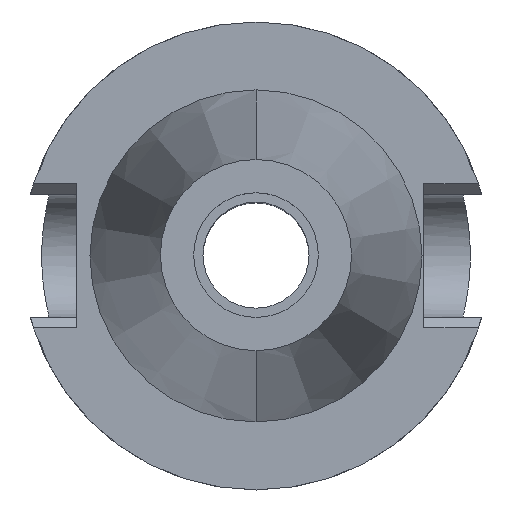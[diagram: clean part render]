
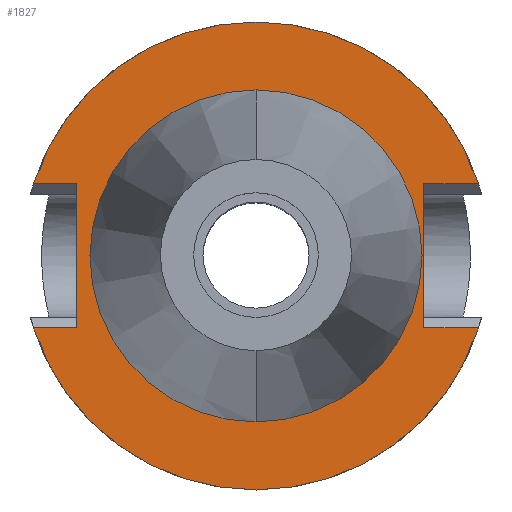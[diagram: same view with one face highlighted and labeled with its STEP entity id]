
A CAD part, top view. The second image highlights one B-rep face of the part: STEP entity #1827.
In plain terms, the highlighted planar face has unit normal (0, 0, 1).
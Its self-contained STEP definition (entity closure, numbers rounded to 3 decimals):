
#94=DIRECTION('',(0.,-1.,0.));
#95=VECTOR('',#94,30.31);
#96=CARTESIAN_POINT('',(35.27,15.155,-1.5));
#97=LINE('',#96,#95);
#101=DIRECTION('',(1.,0.,0.));
#102=VECTOR('',#101,11.551);
#103=CARTESIAN_POINT('',(35.27,-15.155,-1.5));
#104=LINE('',#103,#102);
#108=CARTESIAN_POINT('',(0.,0.,-1.5));
#109=DIRECTION('',(0.,0.,-1.));
#110=DIRECTION('',(0.951,-0.308,0.));
#111=AXIS2_PLACEMENT_3D('',#108,#109,#110);
#116=CARTESIAN_POINT('',(0.,0.,-1.5));
#117=DIRECTION('',(0.,0.,-1.));
#118=DIRECTION('',(0.,-1.,0.));
#119=AXIS2_PLACEMENT_3D('',#116,#117,#118);
#124=DIRECTION('',(0.,1.,0.));
#125=VECTOR('',#124,30.31);
#126=CARTESIAN_POINT('',(-37.68,-15.155,-1.5));
#127=LINE('',#126,#125);
#131=DIRECTION('',(-1.,0.,0.));
#132=VECTOR('',#131,9.141);
#133=CARTESIAN_POINT('',(-37.68,15.155,-1.5));
#134=LINE('',#133,#132);
#138=CARTESIAN_POINT('',(0.,0.,-1.5));
#139=DIRECTION('',(0.,0.,-1.));
#140=DIRECTION('',(-0.951,0.308,0.));
#141=AXIS2_PLACEMENT_3D('',#138,#139,#140);
#146=CARTESIAN_POINT('',(0.,0.,-1.5));
#147=DIRECTION('',(0.,0.,-1.));
#148=DIRECTION('',(0.,1.,0.));
#149=AXIS2_PLACEMENT_3D('',#146,#147,#148);
#154=CARTESIAN_POINT('',(0.,0.,-1.5));
#155=DIRECTION('',(0.,0.,1.));
#156=DIRECTION('',(0.,-1.,0.));
#157=AXIS2_PLACEMENT_3D('',#154,#155,#156);
#162=CARTESIAN_POINT('',(0.,0.,-1.5));
#163=DIRECTION('',(0.,0.,1.));
#164=DIRECTION('',(0.,1.,0.));
#165=AXIS2_PLACEMENT_3D('',#162,#163,#164);
#221=DIRECTION('',(1.,0.,0.));
#222=VECTOR('',#221,11.551);
#223=CARTESIAN_POINT('',(35.27,15.155,-1.5));
#224=LINE('',#223,#222);
#708=DIRECTION('',(-1.,0.,0.));
#709=VECTOR('',#708,9.141);
#710=CARTESIAN_POINT('',(-37.68,-15.155,-1.5));
#711=LINE('',#710,#709);
#1632=CARTESIAN_POINT('',(-37.68,-15.155,-1.5));
#1633=CARTESIAN_POINT('',(-37.68,15.155,-1.5));
#1634=VERTEX_POINT('',#1632);
#1635=VERTEX_POINT('',#1633);
#1642=CARTESIAN_POINT('',(35.27,15.155,-1.5));
#1643=CARTESIAN_POINT('',(35.27,-15.155,-1.5));
#1644=VERTEX_POINT('',#1642);
#1645=VERTEX_POINT('',#1643);
#1646=CARTESIAN_POINT('',(46.821,-15.155,-1.5));
#1647=VERTEX_POINT('',#1646);
#1648=CARTESIAN_POINT('',(0.,-49.213,-1.5));
#1649=CARTESIAN_POINT('',(-46.821,-15.155,-1.5));
#1650=VERTEX_POINT('',#1648);
#1651=VERTEX_POINT('',#1649);
#1652=CARTESIAN_POINT('',(-46.821,15.155,-1.5));
#1653=VERTEX_POINT('',#1652);
#1654=CARTESIAN_POINT('',(0.,49.213,-1.5));
#1655=CARTESIAN_POINT('',(46.821,15.155,-1.5));
#1656=VERTEX_POINT('',#1654);
#1657=VERTEX_POINT('',#1655);
#1658=CARTESIAN_POINT('',(0.,-34.925,-1.5));
#1659=CARTESIAN_POINT('',(0.,34.925,-1.5));
#1660=VERTEX_POINT('',#1658);
#1661=VERTEX_POINT('',#1659);
#1796=CARTESIAN_POINT('',(0.,0.,-1.5));
#1797=DIRECTION('',(0.,0.,-1.));
#1798=DIRECTION('',(0.,-1.,0.));
#1799=AXIS2_PLACEMENT_3D('',#1796,#1797,#1798);
#1800=PLANE('',#1799);
#1802=ORIENTED_EDGE('',*,*,#1801,.T.);
#1804=ORIENTED_EDGE('',*,*,#1803,.T.);
#1806=ORIENTED_EDGE('',*,*,#1805,.T.);
#1808=ORIENTED_EDGE('',*,*,#1807,.T.);
#1810=ORIENTED_EDGE('',*,*,#1809,.F.);
#1812=ORIENTED_EDGE('',*,*,#1811,.T.);
#1814=ORIENTED_EDGE('',*,*,#1813,.T.);
#1816=ORIENTED_EDGE('',*,*,#1815,.T.);
#1818=ORIENTED_EDGE('',*,*,#1817,.T.);
#1820=ORIENTED_EDGE('',*,*,#1819,.F.);
#1821=EDGE_LOOP('',(#1802,#1804,#1806,#1808,#1810,#1812,#1814,#1816,#1818,
#1820));
#1822=FACE_OUTER_BOUND('',#1821,.F.);
#1823=ORIENTED_EDGE('',*,*,#1775,.T.);
#1824=ORIENTED_EDGE('',*,*,#1791,.T.);
#1825=EDGE_LOOP('',(#1823,#1824));
#1826=FACE_BOUND('',#1825,.F.);
#112=CIRCLE('',#111,49.213);
#120=CIRCLE('',#119,49.213);
#142=CIRCLE('',#141,49.213);
#150=CIRCLE('',#149,49.213);
#158=CIRCLE('',#157,34.925);
#166=CIRCLE('',#165,34.925);
#1775=EDGE_CURVE('',#1660,#1661,#158,.T.);
#1791=EDGE_CURVE('',#1661,#1660,#166,.T.);
#1801=EDGE_CURVE('',#1644,#1645,#97,.T.);
#1803=EDGE_CURVE('',#1645,#1647,#104,.T.);
#1805=EDGE_CURVE('',#1647,#1650,#112,.T.);
#1807=EDGE_CURVE('',#1650,#1651,#120,.T.);
#1809=EDGE_CURVE('',#1634,#1651,#711,.T.);
#1811=EDGE_CURVE('',#1634,#1635,#127,.T.);
#1813=EDGE_CURVE('',#1635,#1653,#134,.T.);
#1815=EDGE_CURVE('',#1653,#1656,#142,.T.);
#1817=EDGE_CURVE('',#1656,#1657,#150,.T.);
#1819=EDGE_CURVE('',#1644,#1657,#224,.T.);
#1827=ADVANCED_FACE('',(#1822,#1826),#1800,.F.);
